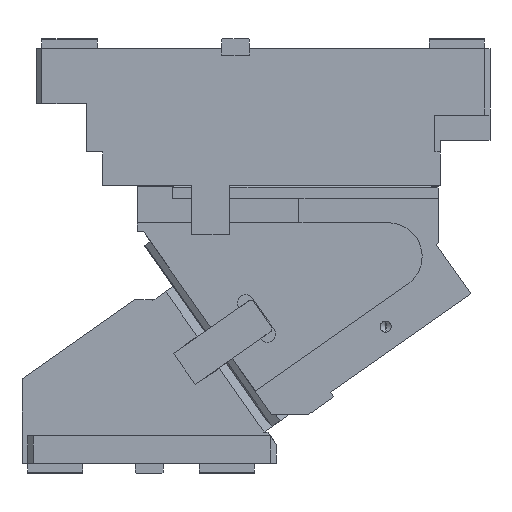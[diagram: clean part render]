
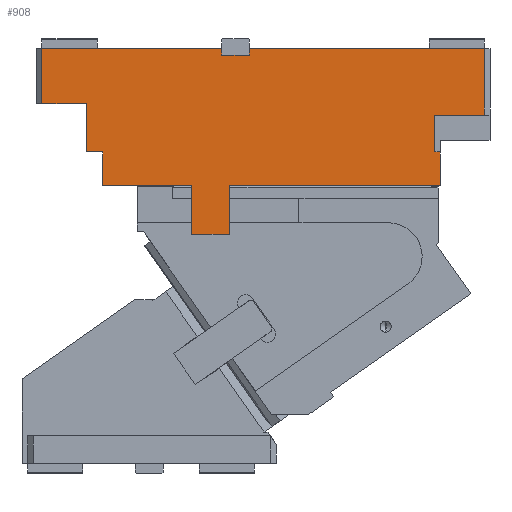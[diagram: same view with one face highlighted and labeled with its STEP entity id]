
A CAD part, front view. The second image highlights one B-rep face of the part: STEP entity #908.
In plain terms, the highlighted planar face has unit normal (0, -1, 0).
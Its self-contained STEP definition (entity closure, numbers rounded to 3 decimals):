
#244=CARTESIAN_POINT('Vertex',(405.,-200.,-60.1)) ;
#247=CARTESIAN_POINT('Line Origine',(382.635,-200.,-60.1)) ;
#251=CARTESIAN_POINT('Vertex',(360.27,-200.,-60.1)) ;
#281=CARTESIAN_POINT('Line Origine',(405.,-200.,-30.05)) ;
#285=CARTESIAN_POINT('Vertex',(405.,-200.,0.)) ;
#690=CARTESIAN_POINT('Vertex',(364.85,-200.,-123.49)) ;
#711=CARTESIAN_POINT('Vertex',(364.85,-200.,-93.49)) ;
#714=CARTESIAN_POINT('Line Origine',(364.85,-200.,-108.49)) ;
#739=CARTESIAN_POINT('Vertex',(360.27,-200.,-93.49)) ;
#742=CARTESIAN_POINT('Line Origine',(362.56,-200.,-93.49)) ;
#760=CARTESIAN_POINT('Line Origine',(360.27,-200.,-76.795)) ;
#772=CARTESIAN_POINT('Axis2P3D Location',(0.,-200.,0.)) ;
#777=CARTESIAN_POINT('Line Origine',(167.5,-200.,-3.)) ;
#781=CARTESIAN_POINT('Vertex',(167.5,-200.,-6.)) ;
#783=CARTESIAN_POINT('Vertex',(167.5,-200.,0.)) ;
#786=CARTESIAN_POINT('Line Origine',(86.25,-200.,0.)) ;
#790=CARTESIAN_POINT('Vertex',(5.,-200.,0.)) ;
#793=CARTESIAN_POINT('Line Origine',(5.,-200.,-25.)) ;
#797=CARTESIAN_POINT('Vertex',(5.,-200.,-50.)) ;
#800=CARTESIAN_POINT('Line Origine',(25.,-200.,-50.)) ;
#804=CARTESIAN_POINT('Vertex',(45.,-200.,-50.)) ;
#807=CARTESIAN_POINT('Line Origine',(45.,-200.,-71.745)) ;
#811=CARTESIAN_POINT('Vertex',(45.,-200.,-93.49)) ;
#814=CARTESIAN_POINT('Line Origine',(52.425,-200.,-93.49)) ;
#818=CARTESIAN_POINT('Vertex',(59.85,-200.,-93.49)) ;
#821=CARTESIAN_POINT('Line Origine',(59.85,-200.,-108.49)) ;
#825=CARTESIAN_POINT('Vertex',(59.85,-200.,-123.49)) ;
#828=CARTESIAN_POINT('Line Origine',(83.85,-200.,-123.49)) ;
#832=CARTESIAN_POINT('Vertex',(107.85,-200.,-123.49)) ;
#836=CARTESIAN_POINT('Control Point',(140.35,-200.,-123.49)) ;
#837=CARTESIAN_POINT('Control Point',(107.85,-200.,-123.49)) ;
#838=CARTESIAN_POINT('Vertex',(140.35,-200.,-123.49)) ;
#841=CARTESIAN_POINT('Line Origine',(140.35,-200.,-145.74)) ;
#845=CARTESIAN_POINT('Vertex',(140.35,-200.,-167.99)) ;
#848=CARTESIAN_POINT('Line Origine',(157.35,-200.,-167.99)) ;
#852=CARTESIAN_POINT('Vertex',(174.35,-200.,-167.99)) ;
#855=CARTESIAN_POINT('Line Origine',(174.35,-200.,-145.74)) ;
#859=CARTESIAN_POINT('Vertex',(174.35,-200.,-123.49)) ;
#863=CARTESIAN_POINT('Control Point',(364.85,-200.,-123.49)) ;
#864=CARTESIAN_POINT('Control Point',(174.35,-200.,-123.49)) ;
#866=CARTESIAN_POINT('Line Origine',(298.75,-200.,0.)) ;
#870=CARTESIAN_POINT('Vertex',(192.5,-200.,0.)) ;
#873=CARTESIAN_POINT('Line Origine',(192.5,-200.,-3.)) ;
#877=CARTESIAN_POINT('Vertex',(192.5,-200.,-6.)) ;
#880=CARTESIAN_POINT('Line Origine',(180.,-200.,-6.)) ;
#248=DIRECTION('Vector Direction',(1.,0.,0.)) ;
#282=DIRECTION('Vector Direction',(0.,0.,1.)) ;
#715=DIRECTION('Vector Direction',(0.,0.,-1.)) ;
#743=DIRECTION('Vector Direction',(1.,0.,0.)) ;
#761=DIRECTION('Vector Direction',(0.,0.,1.)) ;
#773=DIRECTION('Axis2P3D Direction',(0.,1.,0.)) ;
#774=DIRECTION('Axis2P3D XDirection',(0.,0.,1.)) ;
#778=DIRECTION('Vector Direction',(0.,0.,1.)) ;
#787=DIRECTION('Vector Direction',(1.,0.,0.)) ;
#794=DIRECTION('Vector Direction',(0.,0.,-1.)) ;
#801=DIRECTION('Vector Direction',(1.,0.,0.)) ;
#808=DIRECTION('Vector Direction',(0.,0.,-1.)) ;
#815=DIRECTION('Vector Direction',(-1.,0.,0.)) ;
#822=DIRECTION('Vector Direction',(0.,0.,-1.)) ;
#829=DIRECTION('Vector Direction',(1.,0.,0.)) ;
#842=DIRECTION('Vector Direction',(0.,0.,1.)) ;
#849=DIRECTION('Vector Direction',(1.,0.,0.)) ;
#856=DIRECTION('Vector Direction',(0.,0.,1.)) ;
#867=DIRECTION('Vector Direction',(1.,0.,0.)) ;
#874=DIRECTION('Vector Direction',(0.,0.,-1.)) ;
#881=DIRECTION('Vector Direction',(1.,0.,0.)) ;
#775=AXIS2_PLACEMENT_3D('Plane Axis2P3D',#772,#773,#774) ;
#886=ORIENTED_EDGE('',*,*,#785,.T.) ;
#887=ORIENTED_EDGE('',*,*,#792,.F.) ;
#888=ORIENTED_EDGE('',*,*,#799,.T.) ;
#889=ORIENTED_EDGE('',*,*,#806,.T.) ;
#890=ORIENTED_EDGE('',*,*,#813,.T.) ;
#891=ORIENTED_EDGE('',*,*,#820,.F.) ;
#892=ORIENTED_EDGE('',*,*,#827,.T.) ;
#893=ORIENTED_EDGE('',*,*,#834,.T.) ;
#894=ORIENTED_EDGE('',*,*,#840,.T.) ;
#895=ORIENTED_EDGE('',*,*,#847,.F.) ;
#896=ORIENTED_EDGE('',*,*,#854,.T.) ;
#897=ORIENTED_EDGE('',*,*,#861,.T.) ;
#898=ORIENTED_EDGE('',*,*,#865,.T.) ;
#899=ORIENTED_EDGE('',*,*,#718,.T.) ;
#900=ORIENTED_EDGE('',*,*,#746,.T.) ;
#901=ORIENTED_EDGE('',*,*,#764,.T.) ;
#902=ORIENTED_EDGE('',*,*,#253,.T.) ;
#903=ORIENTED_EDGE('',*,*,#287,.T.) ;
#904=ORIENTED_EDGE('',*,*,#872,.F.) ;
#905=ORIENTED_EDGE('',*,*,#879,.T.) ;
#906=ORIENTED_EDGE('',*,*,#884,.F.) ;
#249=VECTOR('Line Direction',#248,1.) ;
#283=VECTOR('Line Direction',#282,1.) ;
#716=VECTOR('Line Direction',#715,1.) ;
#744=VECTOR('Line Direction',#743,1.) ;
#762=VECTOR('Line Direction',#761,1.) ;
#779=VECTOR('Line Direction',#778,1.) ;
#788=VECTOR('Line Direction',#787,1.) ;
#795=VECTOR('Line Direction',#794,1.) ;
#802=VECTOR('Line Direction',#801,1.) ;
#809=VECTOR('Line Direction',#808,1.) ;
#816=VECTOR('Line Direction',#815,1.) ;
#823=VECTOR('Line Direction',#822,1.) ;
#830=VECTOR('Line Direction',#829,1.) ;
#843=VECTOR('Line Direction',#842,1.) ;
#850=VECTOR('Line Direction',#849,1.) ;
#857=VECTOR('Line Direction',#856,1.) ;
#868=VECTOR('Line Direction',#867,1.) ;
#875=VECTOR('Line Direction',#874,1.) ;
#882=VECTOR('Line Direction',#881,1.) ;
#908=ADVANCED_FACE('CAM HOLDER',(#907),#776,.F.) ;
#835=B_SPLINE_CURVE_WITH_KNOTS('',1,(#836,#837),.UNSPECIFIED.,.F.,.U.,(2,2),(224.5,257.),.UNSPECIFIED.) ;
#862=B_SPLINE_CURVE_WITH_KNOTS('',1,(#863,#864),.UNSPECIFIED.,.F.,.U.,(2,2),(0.,190.5),.UNSPECIFIED.) ;
#253=EDGE_CURVE('',#252,#245,#250,.T.) ;
#287=EDGE_CURVE('',#245,#286,#284,.T.) ;
#718=EDGE_CURVE('',#691,#712,#717,.F.) ;
#746=EDGE_CURVE('',#712,#740,#745,.F.) ;
#764=EDGE_CURVE('',#740,#252,#763,.T.) ;
#785=EDGE_CURVE('',#782,#784,#780,.T.) ;
#792=EDGE_CURVE('',#791,#784,#789,.T.) ;
#799=EDGE_CURVE('',#791,#798,#796,.T.) ;
#806=EDGE_CURVE('',#798,#805,#803,.T.) ;
#813=EDGE_CURVE('',#805,#812,#810,.T.) ;
#820=EDGE_CURVE('',#819,#812,#817,.T.) ;
#827=EDGE_CURVE('',#819,#826,#824,.T.) ;
#834=EDGE_CURVE('',#826,#833,#831,.T.) ;
#840=EDGE_CURVE('',#833,#839,#835,.F.) ;
#847=EDGE_CURVE('',#846,#839,#844,.T.) ;
#854=EDGE_CURVE('',#846,#853,#851,.T.) ;
#861=EDGE_CURVE('',#853,#860,#858,.T.) ;
#865=EDGE_CURVE('',#860,#691,#862,.F.) ;
#872=EDGE_CURVE('',#871,#286,#869,.T.) ;
#879=EDGE_CURVE('',#871,#878,#876,.T.) ;
#884=EDGE_CURVE('',#782,#878,#883,.T.) ;
#885=EDGE_LOOP('',(#886,#887,#888,#889,#890,#891,#892,#893,#894,#895,#896,#897,#898,#899,#900,#901,#902,#903,#904,#905,#906)) ;
#907=FACE_OUTER_BOUND('',#885,.T.) ;
#250=LINE('Line',#247,#249) ;
#284=LINE('Line',#281,#283) ;
#717=LINE('Line',#714,#716) ;
#745=LINE('Line',#742,#744) ;
#763=LINE('Line',#760,#762) ;
#780=LINE('Line',#777,#779) ;
#789=LINE('Line',#786,#788) ;
#796=LINE('Line',#793,#795) ;
#803=LINE('Line',#800,#802) ;
#810=LINE('Line',#807,#809) ;
#817=LINE('Line',#814,#816) ;
#824=LINE('Line',#821,#823) ;
#831=LINE('Line',#828,#830) ;
#844=LINE('Line',#841,#843) ;
#851=LINE('Line',#848,#850) ;
#858=LINE('Line',#855,#857) ;
#869=LINE('Line',#866,#868) ;
#876=LINE('Line',#873,#875) ;
#883=LINE('Line',#880,#882) ;
#776=PLANE('Plane',#775) ;
#245=VERTEX_POINT('',#244) ;
#252=VERTEX_POINT('',#251) ;
#286=VERTEX_POINT('',#285) ;
#691=VERTEX_POINT('',#690) ;
#712=VERTEX_POINT('',#711) ;
#740=VERTEX_POINT('',#739) ;
#782=VERTEX_POINT('',#781) ;
#784=VERTEX_POINT('',#783) ;
#791=VERTEX_POINT('',#790) ;
#798=VERTEX_POINT('',#797) ;
#805=VERTEX_POINT('',#804) ;
#812=VERTEX_POINT('',#811) ;
#819=VERTEX_POINT('',#818) ;
#826=VERTEX_POINT('',#825) ;
#833=VERTEX_POINT('',#832) ;
#839=VERTEX_POINT('',#838) ;
#846=VERTEX_POINT('',#845) ;
#853=VERTEX_POINT('',#852) ;
#860=VERTEX_POINT('',#859) ;
#871=VERTEX_POINT('',#870) ;
#878=VERTEX_POINT('',#877) ;
